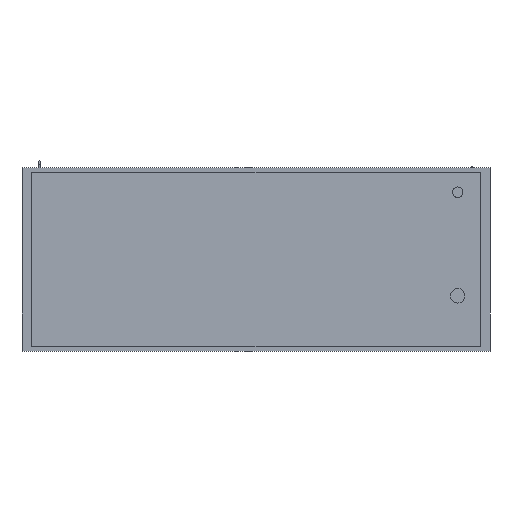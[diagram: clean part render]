
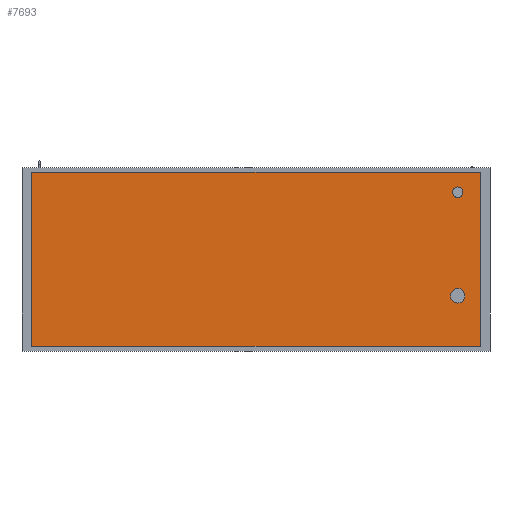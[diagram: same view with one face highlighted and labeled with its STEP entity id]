
A CAD part, front view. The second image highlights one B-rep face of the part: STEP entity #7693.
In plain terms, the highlighted planar face has unit normal (0, -1, 0).
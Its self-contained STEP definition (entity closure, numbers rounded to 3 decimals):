
#116=FACE_BOUND('',#992,.T.);
#117=FACE_BOUND('',#993,.T.);
#137=PLANE('',#8238);
#521=FACE_OUTER_BOUND('',#991,.T.);
#991=EDGE_LOOP('',(#5422,#5423,#5424,#5425));
#992=EDGE_LOOP('',(#5426,#5427));
#993=EDGE_LOOP('',(#5428,#5429));
#1469=LINE('',#11181,#2392);
#1473=LINE('',#11189,#2396);
#1476=LINE('',#11195,#2399);
#1479=LINE('',#11200,#2402);
#2392=VECTOR('',#8931,10.);
#2396=VECTOR('',#8937,10.);
#2399=VECTOR('',#8942,10.);
#2402=VECTOR('',#8947,10.);
#3303=CIRCLE('',#8219,20.);
#3304=CIRCLE('',#8220,20.);
#3307=CIRCLE('',#8225,27.5);
#3308=CIRCLE('',#8226,27.5);
#3497=VERTEX_POINT('',#11136);
#3498=VERTEX_POINT('',#11138);
#3501=VERTEX_POINT('',#11147);
#3502=VERTEX_POINT('',#11149);
#3511=VERTEX_POINT('',#11179);
#3512=VERTEX_POINT('',#11180);
#3515=VERTEX_POINT('',#11188);
#3517=VERTEX_POINT('',#11194);
#4248=EDGE_CURVE('',#3498,#3497,#3303,.T.);
#4249=EDGE_CURVE('',#3497,#3498,#3304,.T.);
#4253=EDGE_CURVE('',#3502,#3501,#3307,.T.);
#4254=EDGE_CURVE('',#3501,#3502,#3308,.T.);
#4267=EDGE_CURVE('',#3511,#3512,#1469,.T.);
#4271=EDGE_CURVE('',#3515,#3511,#1473,.T.);
#4274=EDGE_CURVE('',#3517,#3515,#1476,.T.);
#4277=EDGE_CURVE('',#3512,#3517,#1479,.T.);
#5422=ORIENTED_EDGE('',*,*,#4277,.F.);
#5423=ORIENTED_EDGE('',*,*,#4267,.F.);
#5424=ORIENTED_EDGE('',*,*,#4271,.F.);
#5425=ORIENTED_EDGE('',*,*,#4274,.F.);
#5426=ORIENTED_EDGE('',*,*,#4248,.T.);
#5427=ORIENTED_EDGE('',*,*,#4249,.T.);
#5428=ORIENTED_EDGE('',*,*,#4253,.T.);
#5429=ORIENTED_EDGE('',*,*,#4254,.T.);
#7693=ADVANCED_FACE('',(#521,#116,#117),#137,.F.);
#8219=AXIS2_PLACEMENT_3D('',#11139,#8888,#8889);
#8220=AXIS2_PLACEMENT_3D('',#11140,#8890,#8891);
#8225=AXIS2_PLACEMENT_3D('',#11150,#8901,#8902);
#8226=AXIS2_PLACEMENT_3D('',#11151,#8903,#8904);
#8238=AXIS2_PLACEMENT_3D('',#11203,#8951,#8952);
#8888=DIRECTION('center_axis',(0.,1.,0.));
#8889=DIRECTION('ref_axis',(1.,0.,0.));
#8890=DIRECTION('center_axis',(0.,1.,0.));
#8891=DIRECTION('ref_axis',(1.,0.,0.));
#8901=DIRECTION('center_axis',(0.,1.,0.));
#8902=DIRECTION('ref_axis',(1.,0.,0.));
#8903=DIRECTION('center_axis',(0.,1.,0.));
#8904=DIRECTION('ref_axis',(1.,0.,0.));
#8931=DIRECTION('',(0.,0.,1.));
#8937=DIRECTION('',(-1.,0.,0.));
#8942=DIRECTION('',(0.,0.,-1.));
#8947=DIRECTION('',(1.,0.,0.));
#8951=DIRECTION('center_axis',(0.,1.,0.));
#8952=DIRECTION('ref_axis',(0.,0.,1.));
#11136=CARTESIAN_POINT('',(745.,0.,255.));
#11138=CARTESIAN_POINT('',(785.,0.,255.));
#11139=CARTESIAN_POINT('Origin',(765.,0.,255.));
#11140=CARTESIAN_POINT('Origin',(765.,0.,255.));
#11147=CARTESIAN_POINT('',(737.5,0.,-138.));
#11149=CARTESIAN_POINT('',(792.5,0.,-138.));
#11150=CARTESIAN_POINT('Origin',(765.,0.,-138.));
#11151=CARTESIAN_POINT('Origin',(765.,0.,-138.));
#11179=CARTESIAN_POINT('',(-850.,0.,-330.));
#11180=CARTESIAN_POINT('',(-850.,0.,330.));
#11181=CARTESIAN_POINT('',(-850.,0.,-330.));
#11188=CARTESIAN_POINT('',(850.,0.,-330.));
#11189=CARTESIAN_POINT('',(850.,0.,-330.));
#11194=CARTESIAN_POINT('',(850.,0.,330.));
#11195=CARTESIAN_POINT('',(850.,0.,330.));
#11200=CARTESIAN_POINT('',(-850.,0.,330.));
#11203=CARTESIAN_POINT('Origin',(0.,0.,0.));
